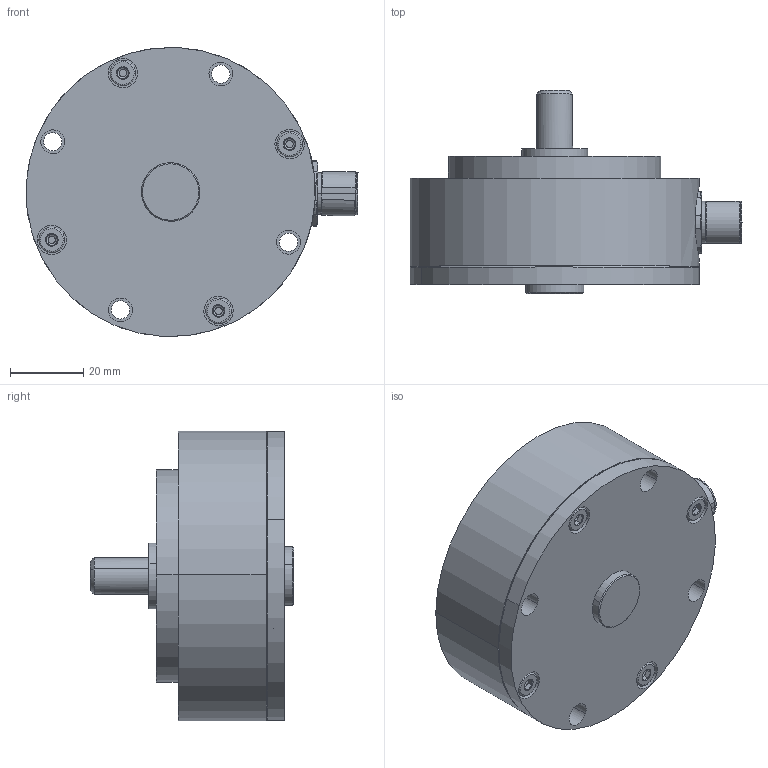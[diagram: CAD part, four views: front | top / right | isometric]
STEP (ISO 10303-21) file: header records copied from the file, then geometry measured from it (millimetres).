
FILE_DESCRIPTION (( 'STEP AP214' ), '1' );
FILE_NAME ('IPX-7943-_ _ _-_ _ _-551.STEP', '2017-09-14T09:10:22', ( 'dummy' ), ( 'Microsoft' ), 'SwSTEP 2.0', 'SolidWorks 2014', '' );
FILE_SCHEMA (( 'AUTOMOTIVE_DESIGN' ));
Length unit declared in the file: millimetre
Products named in the file (1): IPX-7943-_ _ _-_ _ _-551
Bounding box: 90.65 x 55.5 x 79 mm (x, y, z)
Surface area: 24871.2 mm2 (no closed solid volume)
Topology: 0 solids, 14 shells, 221 faces, 565 edges, 347 vertices
Faces by surface type: cylinder 77, plane 66, cone 62, torus 16
Entity records: 9365 total; most frequent: CARTESIAN_POINT 1506, DIRECTION 1251, ORIENTED_EDGE 981, EDGE_CURVE 563, AXIS2_PLACEMENT_3D 524, VERTEX_POINT 347, CIRCLE 302, EDGE_LOOP 257
